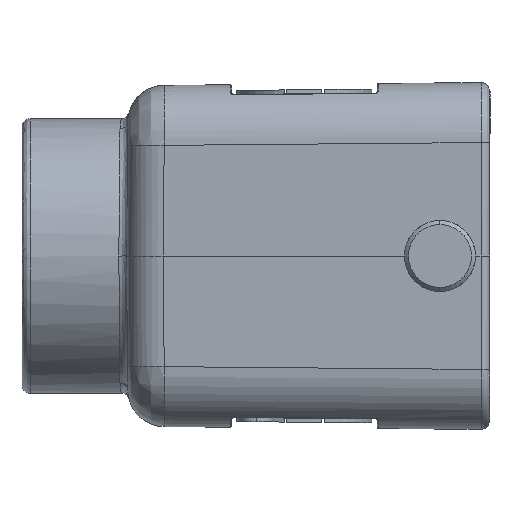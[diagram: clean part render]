
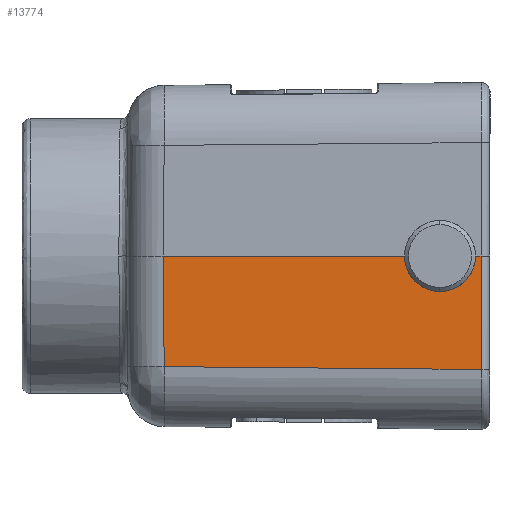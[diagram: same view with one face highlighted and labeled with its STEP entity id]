
A CAD part, left-side view. The second image highlights one B-rep face of the part: STEP entity #13774.
In plain terms, the highlighted planar face has unit normal (-1, 0, -0.009).
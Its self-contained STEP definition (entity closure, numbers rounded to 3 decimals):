
#665 = AXIS2_PLACEMENT_3D ( 'NONE', #10094, #13969, #11526 ) ;
#783 = ORIENTED_EDGE ( 'NONE', *, *, #11066, .T. ) ;
#1677 = CARTESIAN_POINT ( 'NONE',  ( -36.5, -20.75, 0. ) ) ;
#1807 = VERTEX_POINT ( 'NONE', #7653 ) ;
#1925 = VECTOR ( 'NONE', #12316, 1000. ) ;
#1939 = CARTESIAN_POINT ( 'NONE',  ( -36.5, -11.95, 0. ) ) ;
#2022 = CARTESIAN_POINT ( 'NONE',  ( -36.373, -80.982, -14.576 ) ) ;
#2132 = CARTESIAN_POINT ( 'NONE',  ( -36.38, 17.83, -13.714 ) ) ;
#2330 = ORIENTED_EDGE ( 'NONE', *, *, #14638, .F. ) ;
#2637 = VECTOR ( 'NONE', #12463, 1000. ) ;
#2890 = LINE ( 'NONE', #11143, #11923 ) ;
#3051 = VECTOR ( 'NONE', #16785, 1000. ) ;
#3503 = CARTESIAN_POINT ( 'NONE',  ( -36.5, 17.95, 0. ) ) ;
#3721 = ORIENTED_EDGE ( 'NONE', *, *, #3960, .T. ) ;
#3960 = EDGE_CURVE ( 'NONE', #6742, #13410, #2890, .T. ) ;
#5360 = CARTESIAN_POINT ( 'NONE',  ( -36.478, -20.75, -2.577 ) ) ;
#6205 = CARTESIAN_POINT ( 'NONE',  ( -36.5, 17.95, 0. ) ) ;
#6435 = EDGE_LOOP ( 'NONE', ( #8986, #2330, #14749, #13049, #14086, #3721, #783 ) ) ;
#6574 = LINE ( 'NONE', #2022, #2637 ) ;
#6742 = VERTEX_POINT ( 'NONE', #7254 ) ;
#7254 = CARTESIAN_POINT ( 'NONE',  ( -36.5, -11.95, 0. ) ) ;
#7361 = CARTESIAN_POINT ( 'NONE',  ( -36.478, -11.95, -2.577 ) ) ;
#7521 = VERTEX_POINT ( 'NONE', #12987 ) ;
#7653 = CARTESIAN_POINT ( 'NONE',  ( -36.462, -16.35, -4.4 ) ) ;
#8190 = EDGE_CURVE ( 'NONE', #1807, #6742, #14400, .T. ) ;
#8198 = CARTESIAN_POINT ( 'NONE',  ( -36.462, -18.927, -4.4 ) ) ;
#8678 = CARTESIAN_POINT ( 'NONE',  ( -36.5, 22.45, 0. ) ) ;
#8828 = LINE ( 'NONE', #6205, #3051 ) ;
#8986 = ORIENTED_EDGE ( 'NONE', *, *, #9895, .F. ) ;
#9141 = VERTEX_POINT ( 'NONE', #2132 ) ;
#9687 =( BOUNDED_CURVE ( )  B_SPLINE_CURVE ( 3, ( #1677, #5360, #8198, #10660 ),
 .UNSPECIFIED., .F., .T. ) 
 B_SPLINE_CURVE_WITH_KNOTS ( ( 4, 4 ),
 ( 4.712, 6.283 ),
 .UNSPECIFIED. ) 
 CURVE ( )  GEOMETRIC_REPRESENTATION_ITEM ( )  RATIONAL_B_SPLINE_CURVE ( ( 1., 0.805, 0.805, 1. ) ) 
 REPRESENTATION_ITEM ( '' )  );
#9823 = CARTESIAN_POINT ( 'NONE',  ( -36.462, -13.773, -4.4 ) ) ;
#9895 = EDGE_CURVE ( 'NONE', #7521, #9141, #6574, .T. ) ;
#10059 = VERTEX_POINT ( 'NONE', #10080 ) ;
#10080 = CARTESIAN_POINT ( 'NONE',  ( -36.5, -20.75, 0. ) ) ;
#10094 = CARTESIAN_POINT ( 'NONE',  ( -36.5, 22.45, 0. ) ) ;
#10207 = PLANE ( 'NONE',  #665 ) ;
#10365 = LINE ( 'NONE', #8678, #12998 ) ;
#10660 = CARTESIAN_POINT ( 'NONE',  ( -36.462, -16.35, -4.4 ) ) ;
#11066 = EDGE_CURVE ( 'NONE', #13410, #9141, #8828, .T. ) ;
#11143 = CARTESIAN_POINT ( 'NONE',  ( -36.5, 22.45, 0. ) ) ;
#11198 = EDGE_CURVE ( 'NONE', #10059, #1807, #9687, .T. ) ;
#11526 = DIRECTION ( 'NONE',  ( -0.009, 0., 1. ) ) ;
#11923 = VECTOR ( 'NONE', #15166, 1000. ) ;
#12216 = FACE_OUTER_BOUND ( 'NONE', #6435, .T. ) ;
#12265 = CARTESIAN_POINT ( 'NONE',  ( -36.5, -21.45, 0. ) ) ;
#12316 = DIRECTION ( 'NONE',  ( 0.009, 0., -1. ) ) ;
#12463 = DIRECTION ( 'NONE',  ( 0., 1., 0.009 ) ) ;
#12987 = CARTESIAN_POINT ( 'NONE',  ( -36.377, -21.45, -14.056 ) ) ;
#12998 = VECTOR ( 'NONE', #13756, 1000. ) ;
#13049 = ORIENTED_EDGE ( 'NONE', *, *, #11198, .T. ) ;
#13410 = VERTEX_POINT ( 'NONE', #3503 ) ;
#13756 = DIRECTION ( 'NONE',  ( 0., 1., 0. ) ) ;
#13774 = ADVANCED_FACE ( 'NONE', ( #12216 ), #10207, .T. ) ;
#13969 = DIRECTION ( 'NONE',  ( -1., 0., -0.009 ) ) ;
#14086 = ORIENTED_EDGE ( 'NONE', *, *, #8190, .T. ) ;
#14400 =( BOUNDED_CURVE ( )  B_SPLINE_CURVE ( 3, ( #15007, #9823, #7361, #1939 ),
 .UNSPECIFIED., .F., .T. ) 
 B_SPLINE_CURVE_WITH_KNOTS ( ( 4, 4 ),
 ( 0., 1.571 ),
 .UNSPECIFIED. ) 
 CURVE ( )  GEOMETRIC_REPRESENTATION_ITEM ( )  RATIONAL_B_SPLINE_CURVE ( ( 1., 0.805, 0.805, 1. ) ) 
 REPRESENTATION_ITEM ( '' )  );
#14638 = EDGE_CURVE ( 'NONE', #14732, #7521, #15244, .T. ) ;
#14732 = VERTEX_POINT ( 'NONE', #12265 ) ;
#14749 = ORIENTED_EDGE ( 'NONE', *, *, #14771, .T. ) ;
#14771 = EDGE_CURVE ( 'NONE', #14732, #10059, #10365, .T. ) ;
#15003 = CARTESIAN_POINT ( 'NONE',  ( -36.376, -21.45, -14.21 ) ) ;
#15007 = CARTESIAN_POINT ( 'NONE',  ( -36.462, -16.35, -4.4 ) ) ;
#15166 = DIRECTION ( 'NONE',  ( 0., 1., 0. ) ) ;
#15244 = LINE ( 'NONE', #15003, #1925 ) ;
#16785 = DIRECTION ( 'NONE',  ( 0.009, -0.009, -1. ) ) ;
